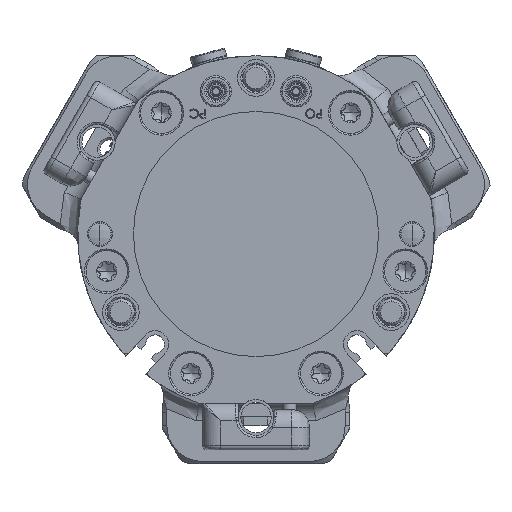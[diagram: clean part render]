
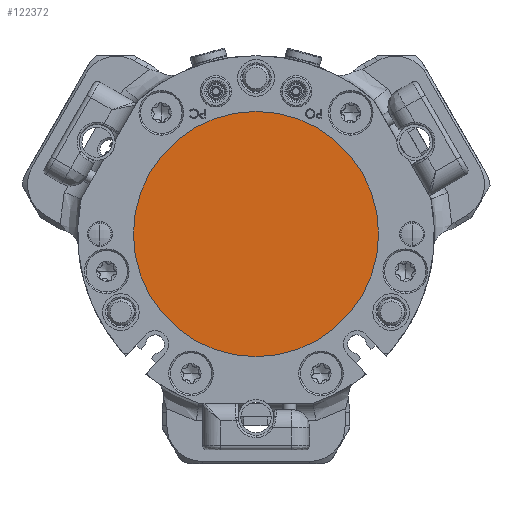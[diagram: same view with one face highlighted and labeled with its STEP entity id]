
A CAD part, front view. The second image highlights one B-rep face of the part: STEP entity #122372.
In plain terms, the highlighted planar face has unit normal (0, -1, 0).
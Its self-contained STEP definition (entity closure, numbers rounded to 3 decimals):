
#3190 = DIRECTION ( 'NONE',  ( 0., -1., 0. ) ) ;
#6744 = AXIS2_PLACEMENT_3D ( 'NONE', #126834, #3190, #53970 ) ;
#20783 = DIRECTION ( 'NONE',  ( 0., 0., -1. ) ) ;
#39752 = VERTEX_POINT ( 'NONE', #122912 ) ;
#40220 = CIRCLE ( 'NONE', #152558, 27.5 ) ;
#48328 = ORIENTED_EDGE ( 'NONE', *, *, #60820, .T. ) ;
#50228 = CIRCLE ( 'NONE', #118033, 27.5 ) ;
#53970 = DIRECTION ( 'NONE',  ( 0., 0., -1. ) ) ;
#60820 = EDGE_CURVE ( 'NONE', #39752, #126115, #50228, .T. ) ;
#68281 = DIRECTION ( 'NONE',  ( 0., -1., 0. ) ) ;
#68941 = CARTESIAN_POINT ( 'NONE',  ( 0., 0.25, 27.5 ) ) ;
#82119 = CARTESIAN_POINT ( 'NONE',  ( 0., 0.25, 0. ) ) ;
#84846 = DIRECTION ( 'NONE',  ( 0., -1., 0. ) ) ;
#86613 = EDGE_CURVE ( 'NONE', #126115, #39752, #40220, .T. ) ;
#111055 = DIRECTION ( 'NONE',  ( 0., 0., -1. ) ) ;
#115341 = PLANE ( 'NONE',  #6744 ) ;
#118033 = AXIS2_PLACEMENT_3D ( 'NONE', #155326, #84846, #111055 ) ;
#122372 = ADVANCED_FACE ( 'NONE', ( #153830 ), #115341, .T. ) ;
#122912 = CARTESIAN_POINT ( 'NONE',  ( 0., 0.25, -27.5 ) ) ;
#126115 = VERTEX_POINT ( 'NONE', #68941 ) ;
#126834 = CARTESIAN_POINT ( 'NONE',  ( 0., 0.25, 0. ) ) ;
#139384 = EDGE_LOOP ( 'NONE', ( #48328, #148815 ) ) ;
#148815 = ORIENTED_EDGE ( 'NONE', *, *, #86613, .T. ) ;
#152558 = AXIS2_PLACEMENT_3D ( 'NONE', #82119, #68281, #20783 ) ;
#153830 = FACE_OUTER_BOUND ( 'NONE', #139384, .T. ) ;
#155326 = CARTESIAN_POINT ( 'NONE',  ( 0., 0.25, 0. ) ) ;
